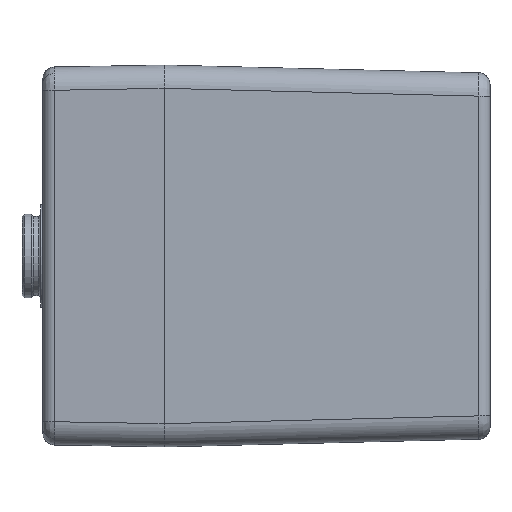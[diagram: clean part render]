
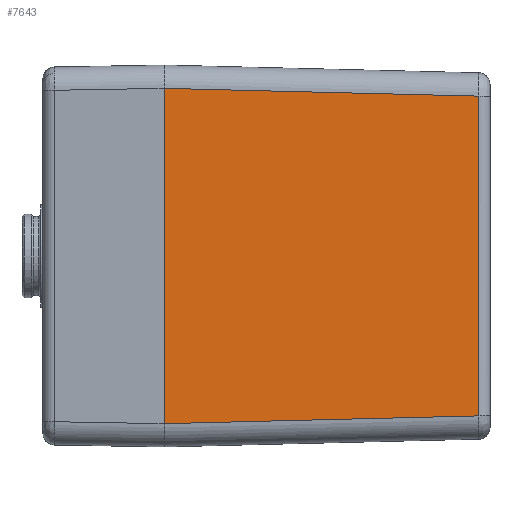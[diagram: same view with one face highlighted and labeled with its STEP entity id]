
A CAD part, left-side view. The second image highlights one B-rep face of the part: STEP entity #7643.
In plain terms, the highlighted planar face has unit normal (-1, -0.025, 0).
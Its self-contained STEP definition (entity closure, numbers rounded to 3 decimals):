
#431 = CARTESIAN_POINT ( 'NONE',  ( -58.332, -39.601, 34.333 ) ) ;
#2277 = EDGE_CURVE ( 'NONE', #11386, #6648, #14246, .T. ) ;
#2291 = PLANE ( 'NONE',  #17249 ) ;
#2813 = EDGE_LOOP ( 'NONE', ( #11681, #5805, #3478, #18170 ) ) ;
#2942 = EDGE_CURVE ( 'NONE', #9897, #6648, #10960, .T. ) ;
#3478 = ORIENTED_EDGE ( 'NONE', *, *, #2277, .T. ) ;
#5341 = DIRECTION ( 'NONE',  ( -1., -0.025, 0. ) ) ;
#5523 = CARTESIAN_POINT ( 'NONE',  ( -58.332, -39.601, 34.333 ) ) ;
#5617 = CARTESIAN_POINT ( 'NONE',  ( -58.332, -39.6, -34.333 ) ) ;
#5805 = ORIENTED_EDGE ( 'NONE', *, *, #12788, .T. ) ;
#6556 = VERTEX_POINT ( 'NONE', #431 ) ;
#6648 = VERTEX_POINT ( 'NONE', #10400 ) ;
#6700 = DIRECTION ( 'NONE',  ( 0., 0., 1. ) ) ;
#7035 = CARTESIAN_POINT ( 'NONE',  ( -60., 28., -12. ) ) ;
#7129 = CARTESIAN_POINT ( 'NONE',  ( -60., 28., 36.001 ) ) ;
#7252 = CARTESIAN_POINT ( 'NONE',  ( -60., 28., 36.001 ) ) ;
#7643 = ADVANCED_FACE ( 'NONE', ( #18655 ), #2291, .T. ) ;
#8754 = CARTESIAN_POINT ( 'NONE',  ( -60., 28., -36.001 ) ) ;
#9061 = CARTESIAN_POINT ( 'NONE',  ( -60., 28., -36.001 ) ) ;
#9503 = B_SPLINE_CURVE_WITH_KNOTS ( 'NONE', 1,
 ( #14603, #7252 ),
 .UNSPECIFIED., .F., .F.,
 ( 2, 2 ),
 ( 0., 1. ),
 .UNSPECIFIED. ) ;
#9711 = EDGE_CURVE ( 'NONE', #9897, #6556, #17278, .T. ) ;
#9897 = VERTEX_POINT ( 'NONE', #10503 ) ;
#10128 = CARTESIAN_POINT ( 'NONE',  ( -58.332, -39.6, -34.333 ) ) ;
#10400 = CARTESIAN_POINT ( 'NONE',  ( -60., 28., -36.001 ) ) ;
#10503 = CARTESIAN_POINT ( 'NONE',  ( -58.332, -39.6, -34.333 ) ) ;
#10960 = B_SPLINE_CURVE_WITH_KNOTS ( 'NONE', 1,
 ( #10128, #8754 ),
 .UNSPECIFIED., .F., .F.,
 ( 2, 2 ),
 ( 0., 1. ),
 .UNSPECIFIED. ) ;
#11386 = VERTEX_POINT ( 'NONE', #13224 ) ;
#11633 = CARTESIAN_POINT ( 'NONE',  ( -60., 28., 12. ) ) ;
#11681 = ORIENTED_EDGE ( 'NONE', *, *, #9711, .T. ) ;
#12788 = EDGE_CURVE ( 'NONE', #6556, #11386, #9503, .T. ) ;
#13224 = CARTESIAN_POINT ( 'NONE',  ( -60., 28., 36.001 ) ) ;
#14246 = B_SPLINE_CURVE_WITH_KNOTS ( 'NONE', 3,
 ( #7129, #11633, #7035, #9061 ),
 .UNSPECIFIED., .F., .F.,
 ( 4, 4 ),
 ( 0., 1. ),
 .UNSPECIFIED. ) ;
#14530 = CARTESIAN_POINT ( 'NONE',  ( -58.332, -39.601, 11.444 ) ) ;
#14603 = CARTESIAN_POINT ( 'NONE',  ( -58.332, -39.601, 34.333 ) ) ;
#14626 = CARTESIAN_POINT ( 'NONE',  ( -58.332, -39.601, -11.444 ) ) ;
#15617 = CARTESIAN_POINT ( 'NONE',  ( -58.315, -40.277, -34.316 ) ) ;
#17249 = AXIS2_PLACEMENT_3D ( 'NONE', #15617, #5341, #6700 ) ;
#17278 = B_SPLINE_CURVE_WITH_KNOTS ( 'NONE', 3,
 ( #5617, #14626, #14530, #5523 ),
 .UNSPECIFIED., .F., .F.,
 ( 4, 4 ),
 ( 0., 1. ),
 .UNSPECIFIED. ) ;
#18170 = ORIENTED_EDGE ( 'NONE', *, *, #2942, .F. ) ;
#18655 = FACE_OUTER_BOUND ( 'NONE', #2813, .T. ) ;
